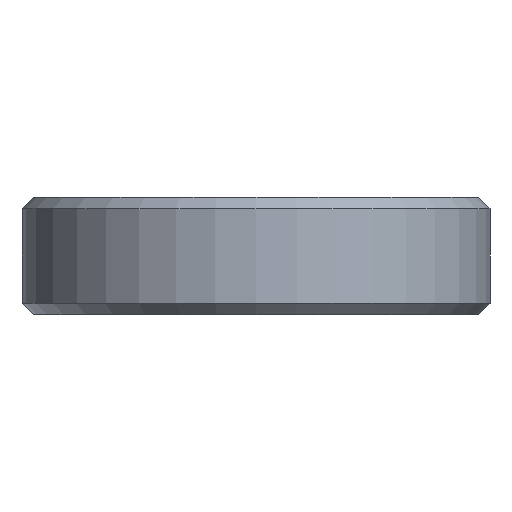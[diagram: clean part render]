
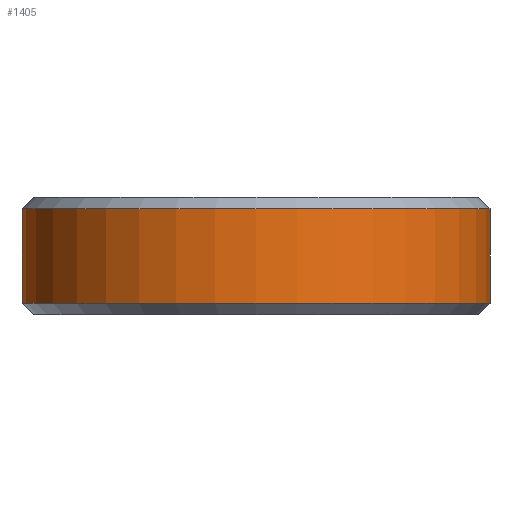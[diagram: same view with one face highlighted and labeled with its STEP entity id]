
A CAD part, left-side view. The second image highlights one B-rep face of the part: STEP entity #1405.
In plain terms, the highlighted cylindrical face has radius 6.25 mm (diameter 12.5 mm), a partial arc.
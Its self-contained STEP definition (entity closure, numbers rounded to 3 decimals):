
#144 = VERTEX_POINT('',#145);
#145 = CARTESIAN_POINT('',(0.,-6.25,0.3));
#161 = CONICAL_SURFACE('',#162,6.25,0.785);
#162 = AXIS2_PLACEMENT_3D('',#163,#164,#165);
#163 = CARTESIAN_POINT('',(0.,0.,0.3));
#164 = DIRECTION('',(0.,0.,1.));
#165 = DIRECTION('',(0.,1.,0.));
#187 = PLANE('',#188);
#188 = AXIS2_PLACEMENT_3D('',#189,#190,#191);
#189 = CARTESIAN_POINT('',(150.,-6.25,0.));
#190 = DIRECTION('',(0.,-1.,0.));
#191 = DIRECTION('',(-1.,0.,0.));
#290 = PLANE('',#291);
#291 = AXIS2_PLACEMENT_3D('',#292,#293,#294);
#292 = CARTESIAN_POINT('',(150.,6.25,0.));
#293 = DIRECTION('',(0.,-1.,0.));
#294 = DIRECTION('',(-1.,0.,0.));
#653 = VERTEX_POINT('',#654);
#654 = CARTESIAN_POINT('',(0.,6.25,0.3));
#700 = EDGE_CURVE('',#653,#144,#701,.T.);
#701 = SURFACE_CURVE('',#702,(#707,#714),.PCURVE_S1.);
#702 = CIRCLE('',#703,6.25);
#703 = AXIS2_PLACEMENT_3D('',#704,#705,#706);
#704 = CARTESIAN_POINT('',(0.,0.,0.3));
#705 = DIRECTION('',(0.,-0.,1.));
#706 = DIRECTION('',(0.,1.,0.));
#707 = PCURVE('',#161,#708);
#708 = DEFINITIONAL_REPRESENTATION('',(#709),#713);
#709 = LINE('',#710,#711);
#710 = CARTESIAN_POINT('',(0.,-0.));
#711 = VECTOR('',#712,1.);
#712 = DIRECTION('',(1.,-0.));
#713 = ( GEOMETRIC_REPRESENTATION_CONTEXT(2) 
PARAMETRIC_REPRESENTATION_CONTEXT() REPRESENTATION_CONTEXT('2D SPACE',''
  ) );
#714 = PCURVE('',#715,#720);
#715 = CYLINDRICAL_SURFACE('',#716,6.25);
#716 = AXIS2_PLACEMENT_3D('',#717,#718,#719);
#717 = CARTESIAN_POINT('',(0.,0.,0.));
#718 = DIRECTION('',(-0.,-0.,-1.));
#719 = DIRECTION('',(1.,0.,0.));
#720 = DEFINITIONAL_REPRESENTATION('',(#721),#725);
#721 = LINE('',#722,#723);
#722 = CARTESIAN_POINT('',(-1.571,-0.3));
#723 = VECTOR('',#724,1.);
#724 = DIRECTION('',(-1.,0.));
#725 = ( GEOMETRIC_REPRESENTATION_CONTEXT(2) 
PARAMETRIC_REPRESENTATION_CONTEXT() REPRESENTATION_CONTEXT('2D SPACE',''
  ) );
#734 = VERTEX_POINT('',#735);
#735 = CARTESIAN_POINT('',(0.,-6.25,2.825));
#761 = EDGE_CURVE('',#144,#734,#762,.T.);
#762 = SURFACE_CURVE('',#763,(#767,#774),.PCURVE_S1.);
#763 = LINE('',#764,#765);
#764 = CARTESIAN_POINT('',(0.,-6.25,0.));
#765 = VECTOR('',#766,1.);
#766 = DIRECTION('',(0.,0.,1.));
#767 = PCURVE('',#187,#768);
#768 = DEFINITIONAL_REPRESENTATION('',(#769),#773);
#769 = LINE('',#770,#771);
#770 = CARTESIAN_POINT('',(150.,0.));
#771 = VECTOR('',#772,1.);
#772 = DIRECTION('',(0.,-1.));
#773 = ( GEOMETRIC_REPRESENTATION_CONTEXT(2) 
PARAMETRIC_REPRESENTATION_CONTEXT() REPRESENTATION_CONTEXT('2D SPACE',''
  ) );
#774 = PCURVE('',#715,#775);
#775 = DEFINITIONAL_REPRESENTATION('',(#776),#780);
#776 = LINE('',#777,#778);
#777 = CARTESIAN_POINT('',(-4.712,0.));
#778 = VECTOR('',#779,1.);
#779 = DIRECTION('',(-0.,-1.));
#780 = ( GEOMETRIC_REPRESENTATION_CONTEXT(2) 
PARAMETRIC_REPRESENTATION_CONTEXT() REPRESENTATION_CONTEXT('2D SPACE',''
  ) );
#870 = VERTEX_POINT('',#871);
#871 = CARTESIAN_POINT('',(0.,6.25,2.825));
#892 = EDGE_CURVE('',#653,#870,#893,.T.);
#893 = SURFACE_CURVE('',#894,(#898,#905),.PCURVE_S1.);
#894 = LINE('',#895,#896);
#895 = CARTESIAN_POINT('',(0.,6.25,0.));
#896 = VECTOR('',#897,1.);
#897 = DIRECTION('',(0.,0.,1.));
#898 = PCURVE('',#290,#899);
#899 = DEFINITIONAL_REPRESENTATION('',(#900),#904);
#900 = LINE('',#901,#902);
#901 = CARTESIAN_POINT('',(150.,0.));
#902 = VECTOR('',#903,1.);
#903 = DIRECTION('',(0.,-1.));
#904 = ( GEOMETRIC_REPRESENTATION_CONTEXT(2) 
PARAMETRIC_REPRESENTATION_CONTEXT() REPRESENTATION_CONTEXT('2D SPACE',''
  ) );
#905 = PCURVE('',#715,#906);
#906 = DEFINITIONAL_REPRESENTATION('',(#907),#911);
#907 = LINE('',#908,#909);
#908 = CARTESIAN_POINT('',(-1.571,0.));
#909 = VECTOR('',#910,1.);
#910 = DIRECTION('',(-0.,-1.));
#911 = ( GEOMETRIC_REPRESENTATION_CONTEXT(2) 
PARAMETRIC_REPRESENTATION_CONTEXT() REPRESENTATION_CONTEXT('2D SPACE',''
  ) );
#1405 = ADVANCED_FACE('',(#1406),#715,.T.);
#1406 = FACE_BOUND('',#1407,.F.);
#1407 = EDGE_LOOP('',(#1408,#1409,#1436,#1437));
#1408 = ORIENTED_EDGE('',*,*,#892,.T.);
#1409 = ORIENTED_EDGE('',*,*,#1410,.T.);
#1410 = EDGE_CURVE('',#870,#734,#1411,.T.);
#1411 = SURFACE_CURVE('',#1412,(#1417,#1424),.PCURVE_S1.);
#1412 = CIRCLE('',#1413,6.25);
#1413 = AXIS2_PLACEMENT_3D('',#1414,#1415,#1416);
#1414 = CARTESIAN_POINT('',(0.,0.,2.825));
#1415 = DIRECTION('',(0.,-0.,1.));
#1416 = DIRECTION('',(0.,1.,0.));
#1417 = PCURVE('',#715,#1418);
#1418 = DEFINITIONAL_REPRESENTATION('',(#1419),#1423);
#1419 = LINE('',#1420,#1421);
#1420 = CARTESIAN_POINT('',(-1.571,-2.825));
#1421 = VECTOR('',#1422,1.);
#1422 = DIRECTION('',(-1.,0.));
#1423 = ( GEOMETRIC_REPRESENTATION_CONTEXT(2) 
PARAMETRIC_REPRESENTATION_CONTEXT() REPRESENTATION_CONTEXT('2D SPACE',''
  ) );
#1424 = PCURVE('',#1425,#1430);
#1425 = CONICAL_SURFACE('',#1426,6.25,0.785);
#1426 = AXIS2_PLACEMENT_3D('',#1427,#1428,#1429);
#1427 = CARTESIAN_POINT('',(0.,0.,2.825));
#1428 = DIRECTION('',(-0.,-0.,-1.));
#1429 = DIRECTION('',(0.,1.,0.));
#1430 = DEFINITIONAL_REPRESENTATION('',(#1431),#1435);
#1431 = LINE('',#1432,#1433);
#1432 = CARTESIAN_POINT('',(-0.,-0.));
#1433 = VECTOR('',#1434,1.);
#1434 = DIRECTION('',(-1.,-0.));
#1435 = ( GEOMETRIC_REPRESENTATION_CONTEXT(2) 
PARAMETRIC_REPRESENTATION_CONTEXT() REPRESENTATION_CONTEXT('2D SPACE',''
  ) );
#1436 = ORIENTED_EDGE('',*,*,#761,.F.);
#1437 = ORIENTED_EDGE('',*,*,#700,.F.);
